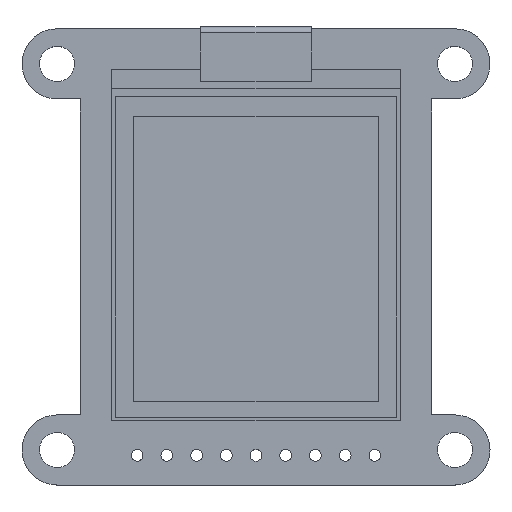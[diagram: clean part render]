
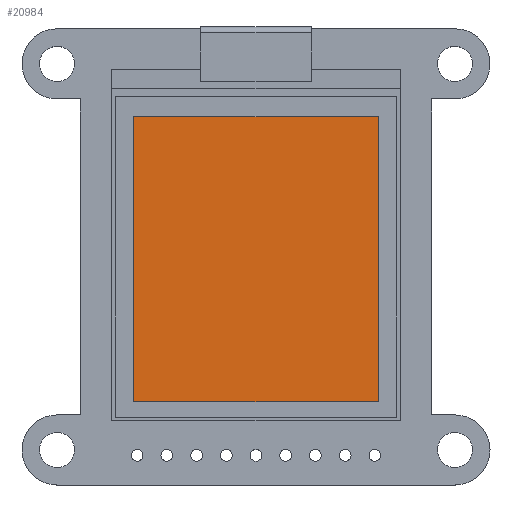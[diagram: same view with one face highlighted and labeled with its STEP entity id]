
A CAD part, top view. The second image highlights one B-rep face of the part: STEP entity #20984.
In plain terms, the highlighted face is planar.
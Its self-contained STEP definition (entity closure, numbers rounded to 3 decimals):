
#1035=PLANE('',#22642);
#2082=FACE_OUTER_BOUND('',#3224,.T.);
#3224=EDGE_LOOP('',(#19192,#19193,#19194,#19195));
#5646=LINE('',#34085,#8120);
#5647=LINE('',#34087,#8121);
#5648=LINE('',#34089,#8122);
#5649=LINE('',#34090,#8123);
#8120=VECTOR('',#28023,10.);
#8121=VECTOR('',#28024,10.);
#8122=VECTOR('',#28025,10.);
#8123=VECTOR('',#28026,10.);
#10538=VERTEX_POINT('',#34083);
#10539=VERTEX_POINT('',#34084);
#10540=VERTEX_POINT('',#34086);
#10541=VERTEX_POINT('',#34088);
#13432=EDGE_CURVE('',#10538,#10539,#5646,.T.);
#13433=EDGE_CURVE('',#10540,#10538,#5647,.T.);
#13434=EDGE_CURVE('',#10541,#10540,#5648,.T.);
#13435=EDGE_CURVE('',#10539,#10541,#5649,.T.);
#19192=ORIENTED_EDGE('',*,*,#13432,.F.);
#19193=ORIENTED_EDGE('',*,*,#13433,.F.);
#19194=ORIENTED_EDGE('',*,*,#13434,.F.);
#19195=ORIENTED_EDGE('',*,*,#13435,.F.);
#20984=ADVANCED_FACE('',(#2082),#1035,.F.);
#22642=AXIS2_PLACEMENT_3D('',#34082,#28021,#28022);
#28021=DIRECTION('center_axis',(0.,-1.,0.));
#28022=DIRECTION('ref_axis',(0.,0.,-1.));
#28023=DIRECTION('',(1.,0.,0.));
#28024=DIRECTION('',(0.,0.,-1.));
#28025=DIRECTION('',(-1.,0.,0.));
#28026=DIRECTION('',(0.,0.,1.));
#34082=CARTESIAN_POINT('Origin',(12.34,0.38,16.));
#34083=CARTESIAN_POINT('',(1.9,0.38,4.04));
#34084=CARTESIAN_POINT('',(22.78,0.38,4.04));
#34085=CARTESIAN_POINT('',(17.56,0.38,4.04));
#34086=CARTESIAN_POINT('',(1.9,0.38,28.4));
#34087=CARTESIAN_POINT('',(1.9,0.38,10.02));
#34088=CARTESIAN_POINT('',(22.78,0.38,28.4));
#34089=CARTESIAN_POINT('',(7.12,0.38,28.4));
#34090=CARTESIAN_POINT('',(22.78,0.38,22.2));
